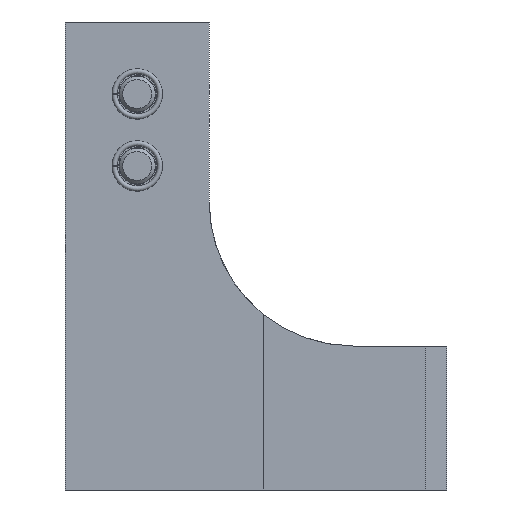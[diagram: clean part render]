
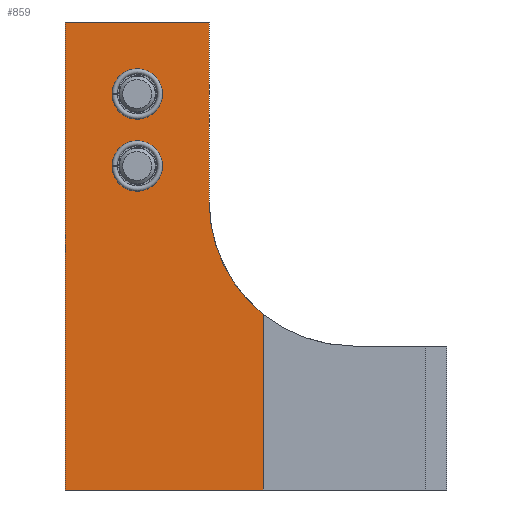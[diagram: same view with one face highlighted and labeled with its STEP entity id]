
A CAD part, front view. The second image highlights one B-rep face of the part: STEP entity #859.
In plain terms, the highlighted planar face has unit normal (0, -1, 0).
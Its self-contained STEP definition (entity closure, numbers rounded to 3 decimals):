
#84=CIRCLE('',#961,3.5);
#85=CIRCLE('',#962,3.5);
#86=CIRCLE('',#963,20.);
#142=ORIENTED_EDGE('',*,*,#364,.F.);
#143=ORIENTED_EDGE('',*,*,#365,.F.);
#144=ORIENTED_EDGE('',*,*,#366,.T.);
#145=ORIENTED_EDGE('',*,*,#367,.T.);
#146=ORIENTED_EDGE('',*,*,#368,.T.);
#147=ORIENTED_EDGE('',*,*,#369,.F.);
#148=ORIENTED_EDGE('',*,*,#370,.F.);
#149=ORIENTED_EDGE('',*,*,#371,.T.);
#364=EDGE_CURVE('',#474,#474,#84,.T.);
#365=EDGE_CURVE('',#475,#475,#85,.T.);
#366=EDGE_CURVE('',#476,#477,#549,.T.);
#367=EDGE_CURVE('',#477,#478,#86,.F.);
#368=EDGE_CURVE('',#478,#479,#550,.T.);
#369=EDGE_CURVE('',#480,#479,#551,.T.);
#370=EDGE_CURVE('',#481,#480,#552,.T.);
#371=EDGE_CURVE('',#481,#476,#553,.T.);
#474=VERTEX_POINT('',#1375);
#475=VERTEX_POINT('',#1377);
#476=VERTEX_POINT('',#1379);
#477=VERTEX_POINT('',#1380);
#478=VERTEX_POINT('',#1382);
#479=VERTEX_POINT('',#1384);
#480=VERTEX_POINT('',#1386);
#481=VERTEX_POINT('',#1388);
#549=LINE('',#1378,#609);
#550=LINE('',#1383,#610);
#551=LINE('',#1385,#611);
#552=LINE('',#1387,#612);
#553=LINE('',#1389,#613);
#609=VECTOR('',#1095,1000.);
#610=VECTOR('',#1098,1000.);
#611=VECTOR('',#1099,1000.);
#612=VECTOR('',#1100,1000.);
#613=VECTOR('',#1101,1000.);
#659=EDGE_LOOP('',(#142));
#660=EDGE_LOOP('',(#143));
#661=EDGE_LOOP('',(#144,#145,#146,#147,#148,#149));
#742=FACE_BOUND('',#659,.T.);
#743=FACE_BOUND('',#660,.T.);
#744=FACE_BOUND('',#661,.T.);
#825=PLANE('',#960);
#859=ADVANCED_FACE('',(#742,#743,#744),#825,.T.);
#960=AXIS2_PLACEMENT_3D('',#1373,#1089,#1090);
#961=AXIS2_PLACEMENT_3D('',#1374,#1091,#1092);
#962=AXIS2_PLACEMENT_3D('',#1376,#1093,#1094);
#963=AXIS2_PLACEMENT_3D('',#1381,#1096,#1097);
#1089=DIRECTION('',(0.,-1.,0.));
#1090=DIRECTION('',(0.,0.,-1.));
#1091=DIRECTION('',(0.,-1.,0.));
#1092=DIRECTION('',(0.,0.,-1.));
#1093=DIRECTION('',(0.,-1.,0.));
#1094=DIRECTION('',(0.,0.,-1.));
#1095=DIRECTION('',(0.,0.,1.));
#1096=DIRECTION('',(0.,-1.,0.));
#1097=DIRECTION('',(0.,0.,-1.));
#1098=DIRECTION('',(0.,0.,1.));
#1099=DIRECTION('',(1.,0.,0.));
#1100=DIRECTION('',(0.,0.,1.));
#1101=DIRECTION('',(1.,0.,0.));
#1373=CARTESIAN_POINT('',(-10.,-7.5,-65.));
#1374=CARTESIAN_POINT('',(0.,-7.5,-20.));
#1375=CARTESIAN_POINT('',(0.,-7.5,-23.5));
#1376=CARTESIAN_POINT('',(0.,-7.5,-10.));
#1377=CARTESIAN_POINT('',(0.,-7.5,-13.5));
#1378=CARTESIAN_POINT('',(17.5,-7.5,-65.));
#1379=CARTESIAN_POINT('',(17.5,-7.5,-65.));
#1380=CARTESIAN_POINT('',(17.5,-7.5,-40.612));
#1381=CARTESIAN_POINT('',(30.,-7.5,-25.));
#1382=CARTESIAN_POINT('',(10.,-7.5,-25.));
#1383=CARTESIAN_POINT('',(10.,-7.5,-65.));
#1384=CARTESIAN_POINT('',(10.,-7.5,0.));
#1385=CARTESIAN_POINT('',(-10.,-7.5,0.));
#1386=CARTESIAN_POINT('',(-10.,-7.5,0.));
#1387=CARTESIAN_POINT('',(-10.,-7.5,-65.));
#1388=CARTESIAN_POINT('',(-10.,-7.5,-65.));
#1389=CARTESIAN_POINT('',(-10.,-7.5,-65.));
